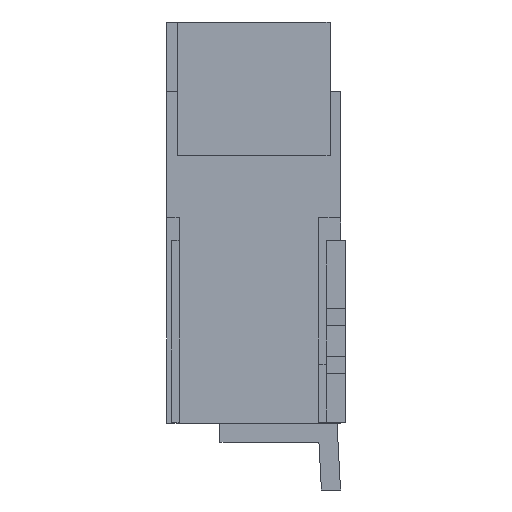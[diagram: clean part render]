
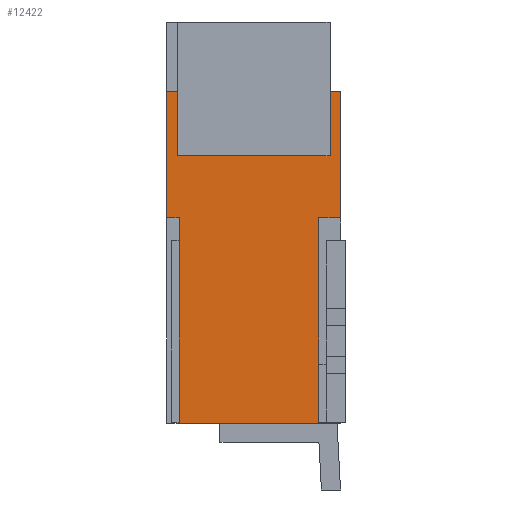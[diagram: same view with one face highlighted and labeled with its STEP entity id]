
A CAD part, left-side view. The second image highlights one B-rep face of the part: STEP entity #12422.
In plain terms, the highlighted planar face has unit normal (-1, 0, 0).
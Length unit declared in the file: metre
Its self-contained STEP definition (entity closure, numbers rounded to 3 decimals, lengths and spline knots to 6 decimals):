
#514=ORIENTED_EDGE('',*,*,#4125,.T.);
#515=ORIENTED_EDGE('',*,*,#4102,.F.);
#516=ORIENTED_EDGE('',*,*,#4126,.T.);
#517=ORIENTED_EDGE('',*,*,#4127,.T.);
#518=ORIENTED_EDGE('',*,*,#4128,.T.);
#519=ORIENTED_EDGE('',*,*,#4104,.T.);
#520=ORIENTED_EDGE('',*,*,#4122,.F.);
#521=ORIENTED_EDGE('',*,*,#4129,.F.);
#4102=EDGE_CURVE('',#5910,#5911,#7137,.T.);
#4104=EDGE_CURVE('',#5912,#5913,#7139,.T.);
#4122=EDGE_CURVE('',#5927,#5913,#7157,.T.);
#4125=EDGE_CURVE('',#5928,#5911,#7160,.T.);
#4126=EDGE_CURVE('',#5910,#5929,#7161,.T.);
#4127=EDGE_CURVE('',#5929,#5930,#7162,.T.);
#4128=EDGE_CURVE('',#5930,#5912,#7163,.T.);
#4129=EDGE_CURVE('',#5928,#5927,#7164,.T.);
#5910=VERTEX_POINT('',#18682);
#5911=VERTEX_POINT('',#18684);
#5912=VERTEX_POINT('',#18688);
#5913=VERTEX_POINT('',#18689);
#5927=VERTEX_POINT('',#18725);
#5928=VERTEX_POINT('',#18731);
#5929=VERTEX_POINT('',#18733);
#5930=VERTEX_POINT('',#18735);
#7137=LINE('',#18683,#8897);
#7139=LINE('',#18687,#8899);
#7157=LINE('',#18726,#8917);
#7160=LINE('',#18730,#8920);
#7161=LINE('',#18732,#8921);
#7162=LINE('',#18734,#8922);
#7163=LINE('',#18736,#8923);
#7164=LINE('',#18737,#8924);
#8897=VECTOR('',#15549,1.);
#8899=VECTOR('',#15553,1.);
#8917=VECTOR('',#15581,1.);
#8920=VECTOR('',#15586,1.);
#8921=VECTOR('',#15587,1.);
#8922=VECTOR('',#15588,1.);
#8923=VECTOR('',#15589,1.);
#8924=VECTOR('',#15590,1.);
#10622=EDGE_LOOP('',(#514,#515,#516,#517,#518,#519,#520,#521));
#11232=FACE_BOUND('',#10622,.T.);
#11842=PLANE('',#14804);
#12422=ADVANCED_FACE('',(#11232),#11842,.F.);
#14804=AXIS2_PLACEMENT_3D('',#18729,#15584,#15585);
#15549=DIRECTION('',(0.,1.,0.));
#15553=DIRECTION('',(0.,-1.,0.));
#15581=DIRECTION('',(0.,0.,1.));
#15584=DIRECTION('',(1.,0.,0.));
#15585=DIRECTION('',(0.,0.,1.));
#15586=DIRECTION('',(0.,0.,1.));
#15587=DIRECTION('',(0.,0.,1.));
#15588=DIRECTION('',(0.,1.,0.));
#15589=DIRECTION('',(0.,0.,-1.));
#15590=DIRECTION('',(0.,1.,0.));
#18682=CARTESIAN_POINT('',(0.,0.,-0.00205));
#18683=CARTESIAN_POINT('',(0.,0.000115,-0.00205));
#18684=CARTESIAN_POINT('',(0.,0.00023,-0.00205));
#18687=CARTESIAN_POINT('',(0.,0.00091,-0.00205));
#18688=CARTESIAN_POINT('',(0.,0.00182,-0.00205));
#18689=CARTESIAN_POINT('',(0.,0.00169,-0.00205));
#18725=CARTESIAN_POINT('',(0.,0.00169,-0.0042));
#18726=CARTESIAN_POINT('',(0.,0.00169,-0.003125));
#18729=CARTESIAN_POINT('',(0.,0.00091,-0.002465));
#18730=CARTESIAN_POINT('',(0.,0.00023,-0.002465));
#18731=CARTESIAN_POINT('',(0.,0.00023,-0.0042));
#18732=CARTESIAN_POINT('',(0.,0.,-0.00205));
#18733=CARTESIAN_POINT('',(0.,0.,-0.00073));
#18734=CARTESIAN_POINT('',(0.,0.,-0.00073));
#18735=CARTESIAN_POINT('',(0.,0.00182,-0.00073));
#18736=CARTESIAN_POINT('',(0.,0.00182,-0.00073));
#18737=CARTESIAN_POINT('',(0.,0.00023,-0.0042));
